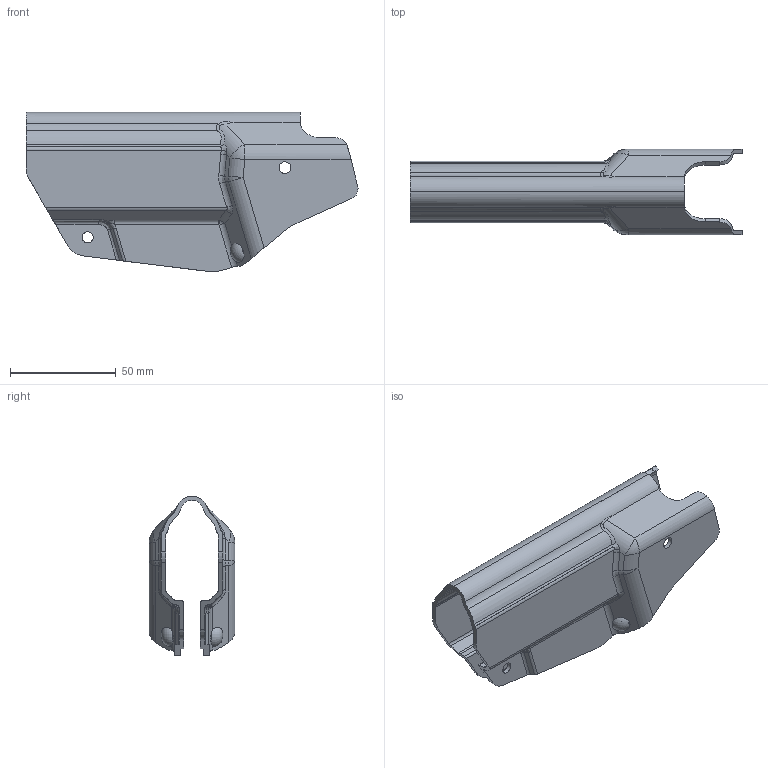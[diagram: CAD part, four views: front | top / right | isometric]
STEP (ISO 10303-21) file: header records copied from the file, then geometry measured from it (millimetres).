
FILE_DESCRIPTION(/* description */ ('baseBody_CZ82'),/* implementation_level */ '2;1');
FILE_NAME(/* name */ 'CZ82_baseNATOHolster',/* time_stamp */ '2023-09-18T17:35:25-04:00',/* author */ ('George'),/* organization */ ('Archive 663'),/* preprocessor_version */ 'ST-DEVELOPER v16.7',/* originating_system */ 'Solid Edge',/* authorisation */ 'Unknown');
FILE_SCHEMA (('TECHNICAL_DATA_PACKAGING','AUTOMOTIVE_DESIGN {1 0 10303 214 3 1 1}'));
Length unit declared in the file: millimetre
Products named in the file (1): CZ82_baseNATOHolster
Bounding box: 156.79 x 40.5 x 75.24 mm (x, y, z)
Volume: 43617.3 mm3; surface area: 43697.8 mm2
Topology: 1 solids, 1 shells, 276 faces, 744 edges, 460 vertices
Faces by surface type: cylinder 117, bspline 74, plane 73, sphere 8, torus 4
Full cylindrical faces by diameter (mm): 5.25 x2, 5.5 x2
Entity records: 10192 total; most frequent: CARTESIAN_POINT 3771, ORIENTED_EDGE 1452, DIRECTION 1214, EDGE_CURVE 726, AXIS2_PLACEMENT_3D 463, VERTEX_POINT 456, LINE 288, VECTOR 288
